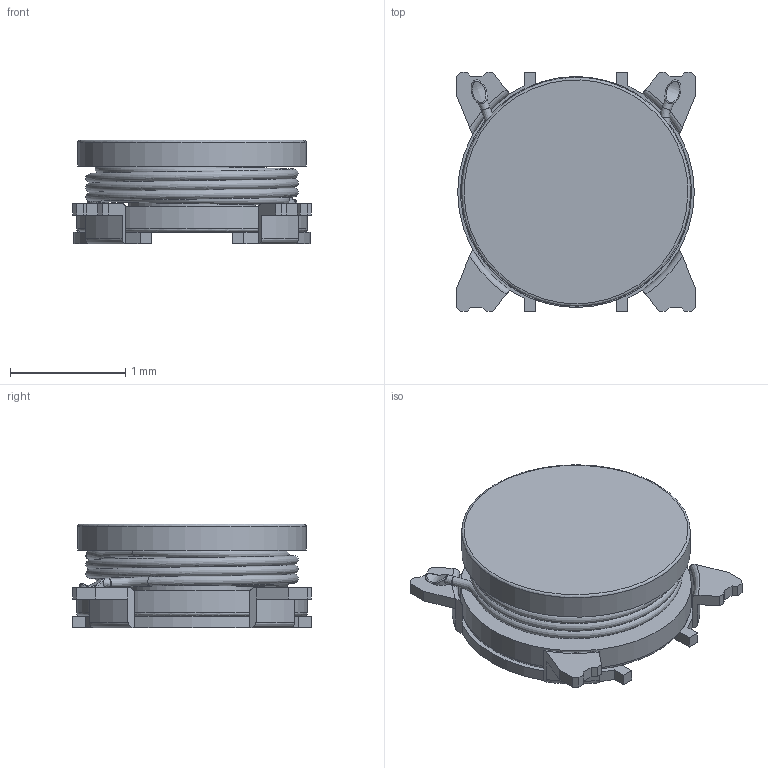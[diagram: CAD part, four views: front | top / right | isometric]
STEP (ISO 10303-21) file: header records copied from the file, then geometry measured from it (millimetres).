
FILE_DESCRIPTION( ('This file contains a STEP AP42 implementation' ,'as created by ZW3D STEP Interface translator.') ,'2;1' );
FILE_NAME( 'CB2010-L.stp' ,'14 925. 8 657', (''), ('ZWCAD Software Co.'), 'Version 1.0', 'ZW3D to STEP translator', '' );
FILE_SCHEMA( ('CONFIG_CONTROL_DESIGN') );
Length unit declared in the file: millimetre
Products named in the file (1): 0
Bounding box: 2.07 x 2.07 x 0.9 mm (x, y, z)
Volume: 2.2 mm3; surface area: 30.7 mm2
Topology: 4 solids, 4 shells, 126 faces, 319 edges, 203 vertices
Faces by surface type: bspline 126
Entity records: 24619 total; most frequent: CARTESIAN_POINT 22731, ORIENTED_EDGE 638, EDGE_CURVE 319, B_SPLINE_CURVE_WITH_KNOTS 250, VERTEX_POINT 203, EDGE_LOOP 128, FACE_OUTER_BOUND 126, ADVANCED_FACE 126
